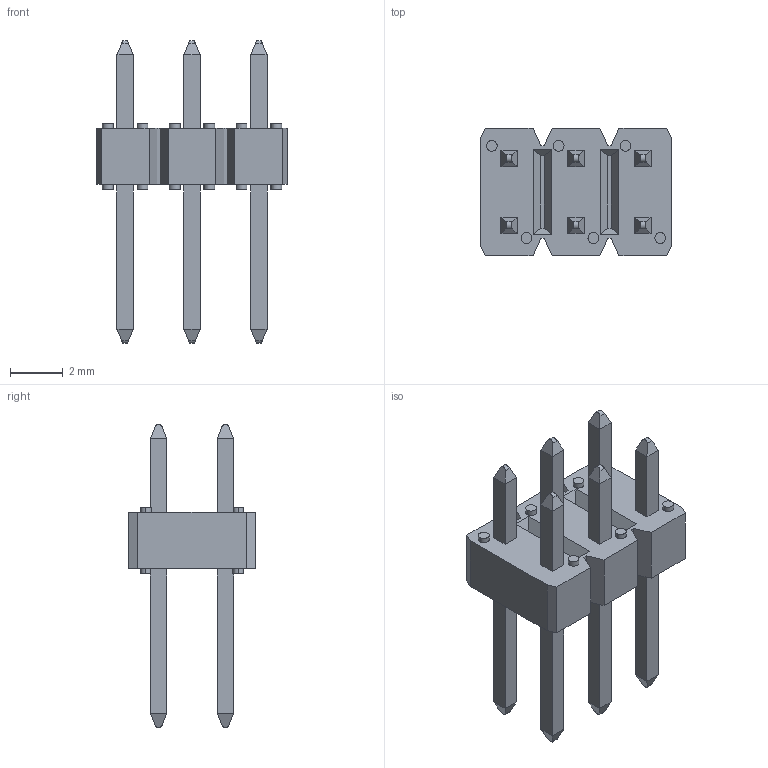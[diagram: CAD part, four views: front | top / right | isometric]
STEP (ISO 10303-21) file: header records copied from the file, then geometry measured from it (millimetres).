
FILE_DESCRIPTION((''),'2;1');
FILE_NAME('77313_Y18_06_ASM','2006-11-30T',('lmulin'),('FCI - CDC Division'),'PRO/ENGINEER BY PARAMETRIC TECHNOLOGY CORPORATION, 2004490','PRO/ENGINEER BY PARAMETRIC TECHNOLOGY CORPORATION, 2004490','');
FILE_SCHEMA(('CONFIG_CONTROL_DESIGN'));
Length unit declared in the file: millimetre
Products named in the file (3): 98470-006; 77310_Y16; 77313_Y18_06_ASM
Assembly tree (7 placements, depth 2):
  77313_Y18_06_ASM
    98470-006
    77310_Y16  x6
Bounding box: 7.22 x 4.83 x 11.5 mm (x, y, z)
Volume: 89.7 mm3; surface area: 327.8 mm2
Topology: 7 solids, 7 shells, 190 faces, 432 edges, 272 vertices
Faces by surface type: plane 154, cylinder 36
Entity records: 3675 total; most frequent: CARTESIAN_POINT 660, DIRECTION 596, ORIENTED_EDGE 584, EDGE_CURVE 292, VECTOR 240, LINE 240, VERTEX_POINT 192, AXIS2_PLACEMENT_3D 178
